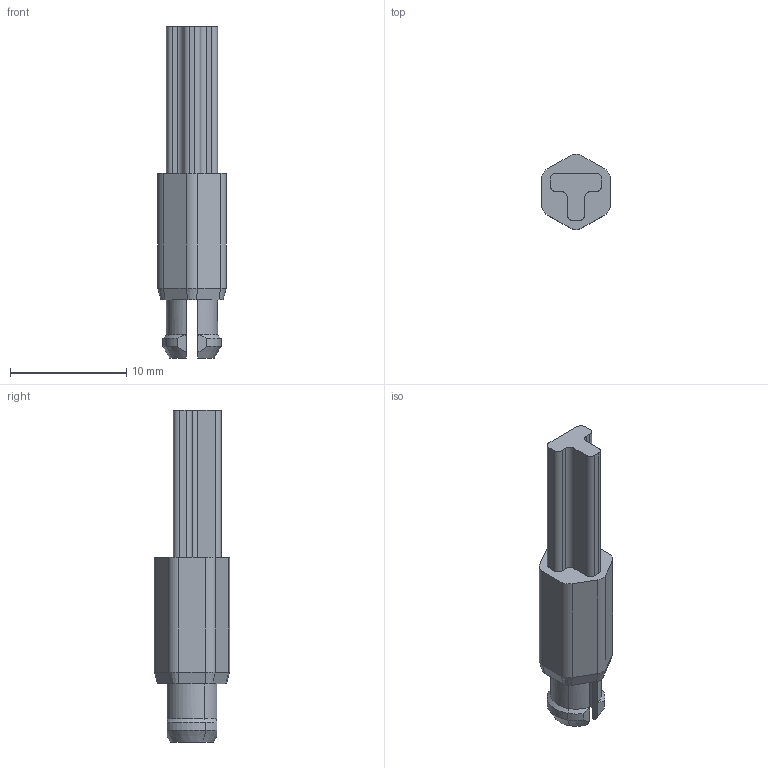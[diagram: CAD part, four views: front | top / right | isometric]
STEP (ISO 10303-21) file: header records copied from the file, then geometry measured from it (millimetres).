
FILE_DESCRIPTION(('CATIA V5 STEP Exchange','CAx-IF Rec.Pracs.--- Model Styling and Organization---1.4--- 2014-01-23'),'2;1');
FILE_NAME ('003018-3_1', '2019-08-21T07:27:28+00:00', ('none'), ('Weidmueller'), 'CATIA Version 5-6 Release 2016 SP3 HF44', 'CATIA V5 STEP AP214', 'none');
FILE_SCHEMA(('AUTOMOTIVE_DESIGN { 1 0 10303 214 1 1 1 1 }'));
Length unit declared in the file: millimetre
Products named in the file (1): 1003220000
Bounding box: 5.9 x 6.5 x 28.6 mm (x, y, z)
Volume: 414.2 mm3; surface area: 672.5 mm2
Topology: 1 solids, 1 shells, 72 faces, 190 edges, 122 vertices
Faces by surface type: plane 34, cylinder 24, cone 14
Entity records: 2311 total; most frequent: CARTESIAN_POINT 543, ORIENTED_EDGE 380, DIRECTION 279, EDGE_CURVE 190, VERTEX_POINT 122, AXIS2_PLACEMENT_3D 112, VECTOR 110, LINE 110
